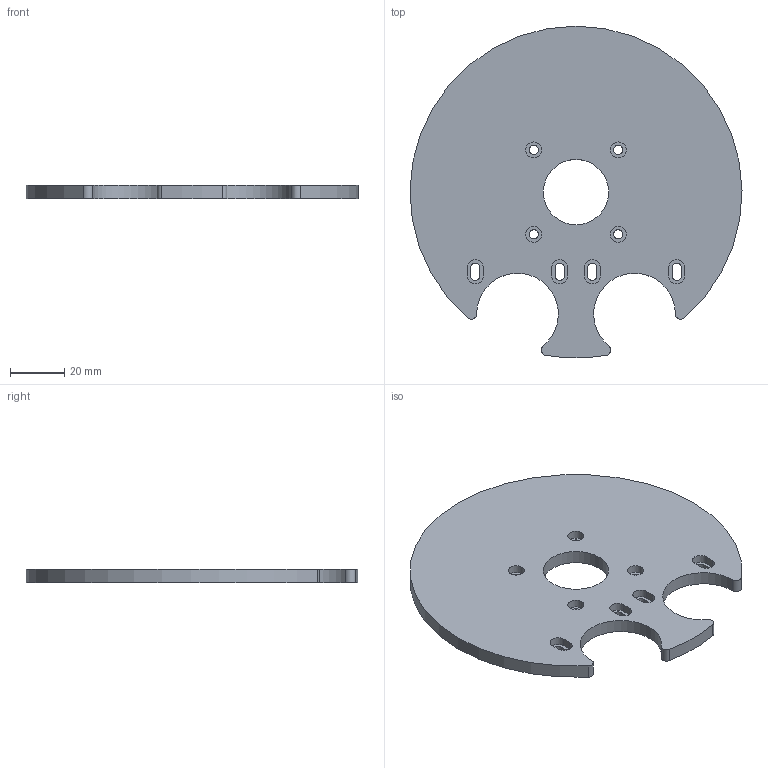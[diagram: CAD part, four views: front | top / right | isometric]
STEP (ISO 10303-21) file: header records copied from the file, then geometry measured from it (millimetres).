
FILE_DESCRIPTION(('FreeCAD Model'),'2;1');
FILE_NAME('Art2BodyACover1.step', '2017-01-10T08:59:15',('Author'),(''), 'Open CASCADE STEP processor 6.8','FreeCAD','Unknown');
FILE_SCHEMA(('AUTOMOTIVE_DESIGN_CC2 { 1 2 10303 214 -1 1 5 4 }'));
Length unit declared in the file: millimetre
Products named in the file (2): ASSEMBLY; Art2BodyACover1
Assembly tree (1 placements, depth 2):
  ASSEMBLY
    Art2BodyACover1
Bounding box: 122 x 121.89 x 5 mm (x, y, z)
Volume: 48485.8 mm3; surface area: 23008.2 mm2
Topology: 1 solids, 1 shells, 59 faces, 147 edges, 98 vertices
Faces by surface type: cylinder 33, plane 26
Full cylindrical faces by diameter (mm): 3.4 x4, 5.9 x4, 24 x1
Entity records: 3843 total; most frequent: CARTESIAN_POINT 836, DIRECTION 563, ORIENTED_EDGE 294, PCURVE 294, DEFINITIONAL_REPRESENTATION 294, LINE 277, VECTOR 277, EDGE_CURVE 147
